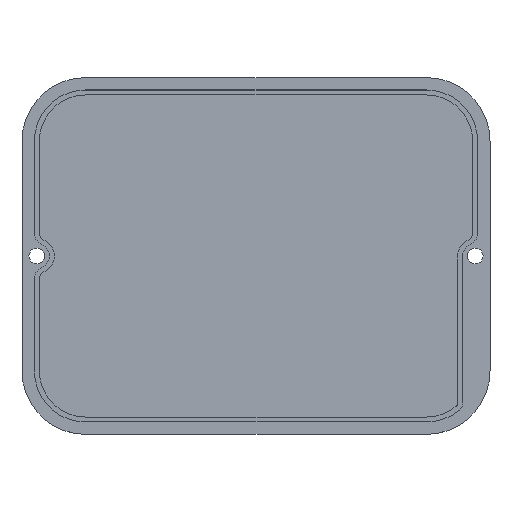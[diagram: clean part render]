
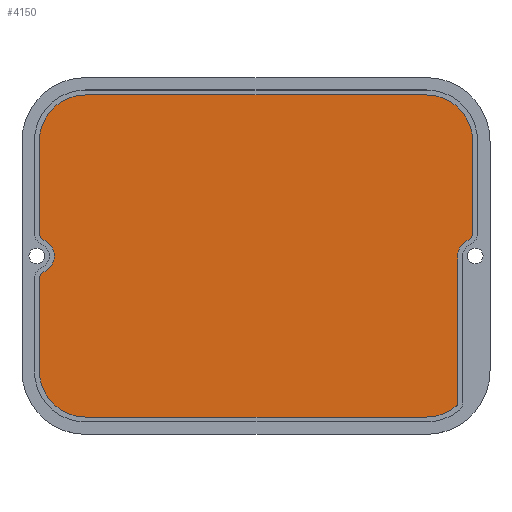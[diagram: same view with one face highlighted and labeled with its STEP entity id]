
A CAD part, top view. The second image highlights one B-rep face of the part: STEP entity #4150.
In plain terms, the highlighted planar face has unit normal (0, 0, 1).
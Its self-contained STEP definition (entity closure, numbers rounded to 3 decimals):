
#383=PLANE('',#4386);
#603=FACE_OUTER_BOUND('',#838,.T.);
#838=EDGE_LOOP('',(#3873,#3874,#3875,#3876,#3877,#3878,#3879,#3880,#3881,
#3882,#3883,#3884,#3885,#3886,#3887,#3888));
#841=LINE('',#5198,#1194);
#846=LINE('',#5216,#1199);
#850=LINE('',#5228,#1203);
#856=LINE('',#5252,#1209);
#860=LINE('',#5264,#1213);
#864=LINE('',#5276,#1217);
#1194=VECTOR('',#4399,10.);
#1199=VECTOR('',#4418,10.);
#1203=VECTOR('',#4430,10.);
#1209=VECTOR('',#4456,10.);
#1213=VECTOR('',#4468,10.);
#1217=VECTOR('',#4480,10.);
#1545=CIRCLE('',#4166,1.75);
#1547=CIRCLE('',#4170,0.45);
#1549=CIRCLE('',#4173,4.65);
#1551=CIRCLE('',#4177,4.65);
#1553=CIRCLE('',#4181,0.75);
#1555=CIRCLE('',#4184,1.75);
#1557=CIRCLE('',#4187,0.75);
#1559=CIRCLE('',#4191,4.65);
#1561=CIRCLE('',#4195,4.65);
#1563=CIRCLE('',#4199,0.75);
#1632=VERTEX_POINT('',#5188);
#1633=VERTEX_POINT('',#5189);
#1636=VERTEX_POINT('',#5197);
#1638=VERTEX_POINT('',#5203);
#1640=VERTEX_POINT('',#5209);
#1642=VERTEX_POINT('',#5215);
#1644=VERTEX_POINT('',#5221);
#1646=VERTEX_POINT('',#5227);
#1648=VERTEX_POINT('',#5233);
#1650=VERTEX_POINT('',#5239);
#1652=VERTEX_POINT('',#5245);
#1654=VERTEX_POINT('',#5251);
#1656=VERTEX_POINT('',#5257);
#1658=VERTEX_POINT('',#5263);
#1660=VERTEX_POINT('',#5269);
#1662=VERTEX_POINT('',#5275);
#2041=EDGE_CURVE('',#1632,#1633,#1545,.T.);
#2045=EDGE_CURVE('',#1636,#1632,#841,.T.);
#2048=EDGE_CURVE('',#1638,#1636,#1547,.T.);
#2051=EDGE_CURVE('',#1640,#1638,#1549,.T.);
#2054=EDGE_CURVE('',#1642,#1640,#846,.T.);
#2057=EDGE_CURVE('',#1644,#1642,#1551,.T.);
#2060=EDGE_CURVE('',#1646,#1644,#850,.T.);
#2063=EDGE_CURVE('',#1648,#1646,#1553,.T.);
#2066=EDGE_CURVE('',#1650,#1648,#1555,.T.);
#2069=EDGE_CURVE('',#1652,#1650,#1557,.T.);
#2072=EDGE_CURVE('',#1654,#1652,#856,.T.);
#2075=EDGE_CURVE('',#1656,#1654,#1559,.T.);
#2078=EDGE_CURVE('',#1658,#1656,#860,.T.);
#2081=EDGE_CURVE('',#1660,#1658,#1561,.T.);
#2084=EDGE_CURVE('',#1662,#1660,#864,.T.);
#2087=EDGE_CURVE('',#1633,#1662,#1563,.T.);
#3873=ORIENTED_EDGE('',*,*,#2041,.T.);
#3874=ORIENTED_EDGE('',*,*,#2087,.T.);
#3875=ORIENTED_EDGE('',*,*,#2084,.T.);
#3876=ORIENTED_EDGE('',*,*,#2081,.T.);
#3877=ORIENTED_EDGE('',*,*,#2078,.T.);
#3878=ORIENTED_EDGE('',*,*,#2075,.T.);
#3879=ORIENTED_EDGE('',*,*,#2072,.T.);
#3880=ORIENTED_EDGE('',*,*,#2069,.T.);
#3881=ORIENTED_EDGE('',*,*,#2066,.T.);
#3882=ORIENTED_EDGE('',*,*,#2063,.T.);
#3883=ORIENTED_EDGE('',*,*,#2060,.T.);
#3884=ORIENTED_EDGE('',*,*,#2057,.T.);
#3885=ORIENTED_EDGE('',*,*,#2054,.T.);
#3886=ORIENTED_EDGE('',*,*,#2051,.T.);
#3887=ORIENTED_EDGE('',*,*,#2048,.T.);
#3888=ORIENTED_EDGE('',*,*,#2045,.T.);
#4150=ADVANCED_FACE('',(#603),#383,.T.);
#4166=AXIS2_PLACEMENT_3D('',#5190,#4391,#4392);
#4170=AXIS2_PLACEMENT_3D('',#5204,#4404,#4405);
#4173=AXIS2_PLACEMENT_3D('',#5210,#4411,#4412);
#4177=AXIS2_PLACEMENT_3D('',#5222,#4423,#4424);
#4181=AXIS2_PLACEMENT_3D('',#5234,#4435,#4436);
#4184=AXIS2_PLACEMENT_3D('',#5240,#4442,#4443);
#4187=AXIS2_PLACEMENT_3D('',#5246,#4449,#4450);
#4191=AXIS2_PLACEMENT_3D('',#5258,#4461,#4462);
#4195=AXIS2_PLACEMENT_3D('',#5270,#4473,#4474);
#4199=AXIS2_PLACEMENT_3D('',#5281,#4485,#4486);
#4386=AXIS2_PLACEMENT_3D('',#7628,#5184,#5185);
#4391=DIRECTION('center_axis',(0.,0.,-1.));
#4392=DIRECTION('ref_axis',(-0.4,0.917,0.));
#4399=DIRECTION('',(0.,1.,0.));
#4404=DIRECTION('center_axis',(0.,0.,1.));
#4405=DIRECTION('ref_axis',(0.643,-0.766,0.));
#4411=DIRECTION('center_axis',(0.,0.,1.));
#4412=DIRECTION('ref_axis',(0.,-1.,0.));
#4418=DIRECTION('',(1.,0.,0.));
#4423=DIRECTION('center_axis',(0.,0.,1.));
#4424=DIRECTION('ref_axis',(-1.,0.,0.));
#4430=DIRECTION('',(0.,-1.,0.));
#4435=DIRECTION('center_axis',(0.,0.,1.));
#4436=DIRECTION('ref_axis',(-0.4,0.917,0.));
#4442=DIRECTION('center_axis',(0.,0.,-1.));
#4443=DIRECTION('ref_axis',(0.4,-0.917,0.));
#4449=DIRECTION('center_axis',(0.,0.,1.));
#4450=DIRECTION('ref_axis',(-1.,0.,0.));
#4456=DIRECTION('',(0.,-1.,0.));
#4461=DIRECTION('center_axis',(0.,0.,1.));
#4462=DIRECTION('ref_axis',(0.,1.,0.));
#4468=DIRECTION('',(-1.,0.,0.));
#4473=DIRECTION('center_axis',(0.,0.,1.));
#4474=DIRECTION('ref_axis',(1.,0.,0.));
#4480=DIRECTION('',(0.,1.,0.));
#4485=DIRECTION('center_axis',(0.,0.,1.));
#4486=DIRECTION('ref_axis',(0.4,-0.917,0.));
#5184=DIRECTION('center_axis',(0.,0.,1.));
#5185=DIRECTION('ref_axis',(1.,0.,0.));
#5188=CARTESIAN_POINT('',(42.255,16.325,0.));
#5189=CARTESIAN_POINT('',(43.305,17.929,0.));
#5190=CARTESIAN_POINT('Origin',(44.005,16.325,0.));
#5197=CARTESIAN_POINT('',(42.255,1.533,0.));
#5198=CARTESIAN_POINT('',(42.255,8.929,0.));
#5203=CARTESIAN_POINT('',(42.094,1.188,0.));
#5204=CARTESIAN_POINT('Origin',(41.805,1.533,0.));
#5209=CARTESIAN_POINT('',(39.105,0.1,0.));
#5210=CARTESIAN_POINT('Origin',(39.105,4.75,0.));
#5215=CARTESIAN_POINT('',(4.75,0.1,0.));
#5216=CARTESIAN_POINT('',(13.339,0.1,0.));
#5221=CARTESIAN_POINT('',(0.1,4.75,0.));
#5222=CARTESIAN_POINT('Origin',(4.75,4.75,0.));
#5227=CARTESIAN_POINT('',(0.1,14.034,0.));
#5228=CARTESIAN_POINT('',(0.1,15.179,0.));
#5233=CARTESIAN_POINT('',(0.55,14.721,0.));
#5234=CARTESIAN_POINT('Origin',(0.85,14.034,0.));
#5239=CARTESIAN_POINT('',(0.55,17.929,0.));
#5240=CARTESIAN_POINT('Origin',(-0.15,16.325,0.));
#5245=CARTESIAN_POINT('',(0.1,18.616,0.));
#5246=CARTESIAN_POINT('Origin',(0.85,18.616,0.));
#5251=CARTESIAN_POINT('',(0.1,27.9,0.));
#5252=CARTESIAN_POINT('',(0.1,22.113,0.));
#5257=CARTESIAN_POINT('',(4.75,32.55,0.));
#5258=CARTESIAN_POINT('Origin',(4.75,27.9,0.));
#5263=CARTESIAN_POINT('',(39.105,32.55,0.));
#5264=CARTESIAN_POINT('',(30.516,32.55,0.));
#5269=CARTESIAN_POINT('',(43.755,27.9,0.));
#5270=CARTESIAN_POINT('Origin',(39.105,27.9,0.));
#5275=CARTESIAN_POINT('',(43.755,18.616,0.));
#5276=CARTESIAN_POINT('',(43.755,17.471,0.));
#5281=CARTESIAN_POINT('Origin',(43.005,18.616,0.));
#7628=CARTESIAN_POINT('Origin',(21.928,16.325,0.));
